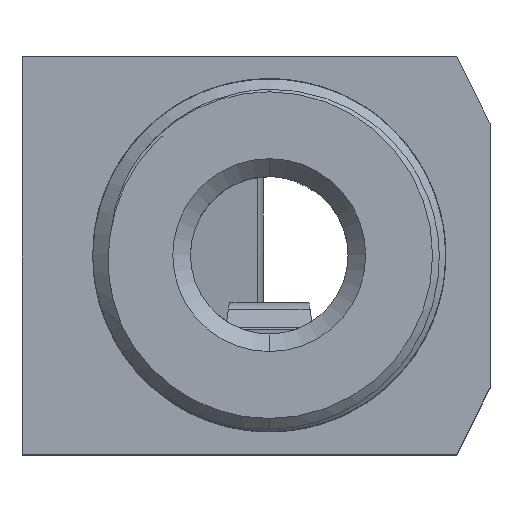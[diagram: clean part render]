
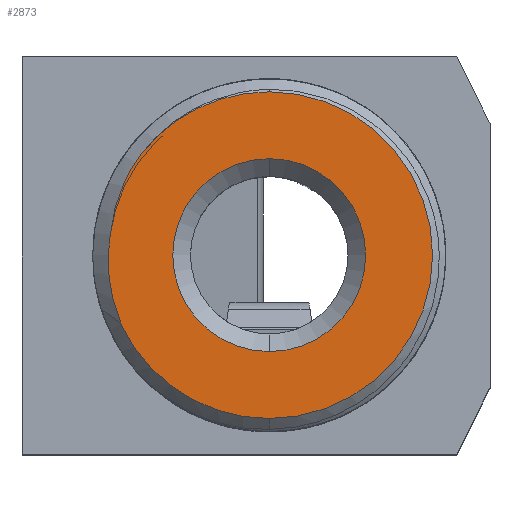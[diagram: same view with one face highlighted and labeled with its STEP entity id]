
A CAD part, top view. The second image highlights one B-rep face of the part: STEP entity #2873.
In plain terms, the highlighted planar face has unit normal (0, 0, 1).
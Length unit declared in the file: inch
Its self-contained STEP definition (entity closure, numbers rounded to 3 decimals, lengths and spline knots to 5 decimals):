
#136 = EDGE_CURVE ( 'NONE', #14996, #4835, #3454, .T. ) ;
#249 = CARTESIAN_POINT ( 'NONE',  ( -0.14361, -0.00573, 0. ) ) ;
#308 = CARTESIAN_POINT ( 'NONE',  ( -0.13335, 0.05499, 0. ) ) ;
#422 = CARTESIAN_POINT ( 'NONE',  ( -0.13208, -0.06143, 0. ) ) ;
#439 = DIRECTION ( 'NONE',  ( -1., 0., 0. ) ) ;
#465 = CARTESIAN_POINT ( 'NONE',  ( -0.13368, 0.05411, 0. ) ) ;
#686 = CARTESIAN_POINT ( 'NONE',  ( -0.14359, -0.00724, 0. ) ) ;
#1134 = CARTESIAN_POINT ( 'NONE',  ( 0.00106, -0.00004, 0. ) ) ;
#1304 = AXIS2_PLACEMENT_3D ( 'NONE', #6967, #14287, #15363 ) ;
#1330 = CARTESIAN_POINT ( 'NONE',  ( -0.12842, 0.068, 0. ) ) ;
#1420 = CARTESIAN_POINT ( 'NONE',  ( -0.14245, -0.02291, 0. ) ) ;
#1500 = CARTESIAN_POINT ( 'NONE',  ( -0.14361, -0.00388, 0. ) ) ;
#1559 = CARTESIAN_POINT ( 'NONE',  ( -0.13317, 0.05549, 0. ) ) ;
#1718 = VERTEX_POINT ( 'NONE', #422 ) ;
#1762 = CARTESIAN_POINT ( 'NONE',  ( 0., 0., 0. ) ) ;
#1865 = CARTESIAN_POINT ( 'NONE',  ( -0.14311, -0.01709, 0. ) ) ;
#2529 = EDGE_LOOP ( 'NONE', ( #14715, #4880 ) ) ;
#2578 = CARTESIAN_POINT ( 'NONE',  ( -0.13749, 0.04216, 0. ) ) ;
#2731 = CARTESIAN_POINT ( 'NONE',  ( -0.13521, 0.04976, 0. ) ) ;
#2873 = ADVANCED_FACE ( 'NONE', ( #11958, #8062 ), #11883, .F. ) ;
#2949 = EDGE_CURVE ( 'NONE', #11355, #1718, #7520, .T. ) ;
#3265 = CARTESIAN_POINT ( 'NONE',  ( -0.14345, 0.00508, 0. ) ) ;
#3454 = B_SPLINE_CURVE_WITH_KNOTS ( 'NONE', 3,
 ( #6226, #9738, #3664, #9666, #2578, #13162, #2731, #12229, #465, #308, #1559, #1330, #9809, #6379 ),
 .UNSPECIFIED., .F., .F.,
 ( 4, 2, 2, 1, 1, 2, 2, 4 ),
 ( 0., 0.25, 0.375, 0.4375, 0.46875, 0.48438, 0.5, 1. ),
 .UNSPECIFIED. ) ;
#3602 = CARTESIAN_POINT ( 'NONE',  ( 0., -0.14567, 0. ) ) ;
#3634 = VERTEX_POINT ( 'NONE', #14160 ) ;
#3664 = CARTESIAN_POINT ( 'NONE',  ( -0.1404, 0.02946, 0. ) ) ;
#3754 = CARTESIAN_POINT ( 'NONE',  ( -0.13208, -0.06143, 0. ) ) ;
#3952 = EDGE_CURVE ( 'NONE', #11846, #11355, #9285, .T. ) ;
#4093 = DIRECTION ( 'NONE',  ( 0., 0., 1. ) ) ;
#4413 = ORIENTED_EDGE ( 'NONE', *, *, #14615, .F. ) ;
#4490 = DIRECTION ( 'NONE',  ( 0., 0., -1. ) ) ;
#4622 = AXIS2_PLACEMENT_3D ( 'NONE', #11657, #14055, #12666 ) ;
#4821 = AXIS2_PLACEMENT_3D ( 'NONE', #1762, #7370, #439 ) ;
#4835 = VERTEX_POINT ( 'NONE', #11916 ) ;
#4880 = ORIENTED_EDGE ( 'NONE', *, *, #9476, .F. ) ;
#4914 = DIRECTION ( 'NONE',  ( -1., 0., 0. ) ) ;
#4923 = ORIENTED_EDGE ( 'NONE', *, *, #2949, .F. ) ;
#6091 = CARTESIAN_POINT ( 'NONE',  ( -0.1415, -0.02934, 0. ) ) ;
#6161 = CIRCLE ( 'NONE', #14165, 0.14567 ) ;
#6164 = CARTESIAN_POINT ( 'NONE',  ( -0.14343, -0.012, 0. ) ) ;
#6226 = CARTESIAN_POINT ( 'NONE',  ( -0.14176, 0.01831, 0. ) ) ;
#6240 = CARTESIAN_POINT ( 'NONE',  ( -0.14359, -0.00252, 0. ) ) ;
#6379 = CARTESIAN_POINT ( 'NONE',  ( -0.11456, 0.08997, 0. ) ) ;
#6585 = EDGE_LOOP ( 'NONE', ( #11461, #13115, #4923, #12544, #4413 ) ) ;
#6967 = CARTESIAN_POINT ( 'NONE',  ( 0., 0., 0. ) ) ;
#6989 = CARTESIAN_POINT ( 'NONE',  ( -0.14359, -0.00218, 0. ) ) ;
#7332 = CARTESIAN_POINT ( 'NONE',  ( -0.14001, -0.03697, 0. ) ) ;
#7370 = DIRECTION ( 'NONE',  ( 0., 0., -1. ) ) ;
#7520 = CIRCLE ( 'NONE', #1304, 0.14567 ) ;
#7933 = CARTESIAN_POINT ( 'NONE',  ( -0.14176, 0.01831, 0. ) ) ;
#8062 = FACE_BOUND ( 'NONE', #2529, .T. ) ;
#8651 = CARTESIAN_POINT ( 'NONE',  ( -0.1436, -0.00306, 0. ) ) ;
#8714 = DIRECTION ( 'NONE',  ( 0., 0., -1. ) ) ;
#8943 = CARTESIAN_POINT ( 'NONE',  ( -0.14281, -0.01998, 0. ) ) ;
#9285 = CIRCLE ( 'NONE', #4821, 0.14567 ) ;
#9455 = B_SPLINE_CURVE_WITH_KNOTS ( 'NONE', 3,
 ( #3754, #11367, #14569, #7332, #12094, #6091, #12171, #9752, #11283, #10110, #1420, #8943, #1865, #6164, #10923, #686, #249, #1500, #8651, #6240, #6989, #3265, #10428, #7933 ),
 .UNSPECIFIED., .F., .F.,
 ( 4, 2, 2, 2, 2, 2, 2, 2, 1, 1, 2, 2, 4 ),
 ( 0., 0.25, 0.375, 0.4375, 0.46875, 0.5, 0.625, 0.6875, 0.71875, 0.73437, 0.74219, 0.75, 1. ),
 .UNSPECIFIED. ) ;
#9476 = EDGE_CURVE ( 'NONE', #3634, #12234, #11334, .T. ) ;
#9666 = CARTESIAN_POINT ( 'NONE',  ( -0.13832, 0.0389, 0. ) ) ;
#9738 = CARTESIAN_POINT ( 'NONE',  ( -0.14125, 0.02363, 0. ) ) ;
#9752 = CARTESIAN_POINT ( 'NONE',  ( -0.14206, -0.02575, 0. ) ) ;
#9783 = CARTESIAN_POINT ( 'NONE',  ( 0., -0.08602, 0. ) ) ;
#9807 = CARTESIAN_POINT ( 'NONE',  ( -0.14176, 0.01831, 0. ) ) ;
#9809 = CARTESIAN_POINT ( 'NONE',  ( -0.12215, 0.07957, -0.00001 ) ) ;
#9953 = CARTESIAN_POINT ( 'NONE',  ( 0., 0.14567, 0. ) ) ;
#10110 = CARTESIAN_POINT ( 'NONE',  ( -0.14235, -0.02367, 0. ) ) ;
#10428 = CARTESIAN_POINT ( 'NONE',  ( -0.14281, 0.01185, 0. ) ) ;
#10923 = CARTESIAN_POINT ( 'NONE',  ( -0.14351, -0.01017, 0. ) ) ;
#11243 = AXIS2_PLACEMENT_3D ( 'NONE', #1134, #4490, #15288 ) ;
#11283 = CARTESIAN_POINT ( 'NONE',  ( -0.14216, -0.02505, 0. ) ) ;
#11334 = CIRCLE ( 'NONE', #4622, 0.08602 ) ;
#11355 = VERTEX_POINT ( 'NONE', #3602 ) ;
#11367 = CARTESIAN_POINT ( 'NONE',  ( -0.13526, -0.05392, 0. ) ) ;
#11461 = ORIENTED_EDGE ( 'NONE', *, *, #136, .F. ) ;
#11657 = CARTESIAN_POINT ( 'NONE',  ( 0., 0., 0. ) ) ;
#11846 = VERTEX_POINT ( 'NONE', #9953 ) ;
#11883 = PLANE ( 'NONE',  #11243 ) ;
#11916 = CARTESIAN_POINT ( 'NONE',  ( -0.11456, 0.08997, 0. ) ) ;
#11958 = FACE_OUTER_BOUND ( 'NONE', #6585, .T. ) ;
#12082 = CARTESIAN_POINT ( 'NONE',  ( 0., 0., 0. ) ) ;
#12094 = CARTESIAN_POINT ( 'NONE',  ( -0.14068, -0.03382, 0. ) ) ;
#12171 = CARTESIAN_POINT ( 'NONE',  ( -0.14174, -0.02788, 0. ) ) ;
#12229 = CARTESIAN_POINT ( 'NONE',  ( -0.13415, 0.0528, 0. ) ) ;
#12234 = VERTEX_POINT ( 'NONE', #9783 ) ;
#12544 = ORIENTED_EDGE ( 'NONE', *, *, #3952, .F. ) ;
#12666 = DIRECTION ( 'NONE',  ( 0., -1., 0. ) ) ;
#13047 = EDGE_CURVE ( 'NONE', #1718, #14996, #9455, .T. ) ;
#13115 = ORIENTED_EDGE ( 'NONE', *, *, #13047, .F. ) ;
#13162 = CARTESIAN_POINT ( 'NONE',  ( -0.13601, 0.0472, 0. ) ) ;
#13205 = DIRECTION ( 'NONE',  ( 0., -1., 0. ) ) ;
#13885 = CIRCLE ( 'NONE', #14128, 0.08602 ) ;
#14055 = DIRECTION ( 'NONE',  ( 0., 0., 1. ) ) ;
#14128 = AXIS2_PLACEMENT_3D ( 'NONE', #14524, #4093, #13205 ) ;
#14160 = CARTESIAN_POINT ( 'NONE',  ( 0., 0.08602, 0. ) ) ;
#14165 = AXIS2_PLACEMENT_3D ( 'NONE', #12082, #8714, #4914 ) ;
#14287 = DIRECTION ( 'NONE',  ( 0., 0., -1. ) ) ;
#14524 = CARTESIAN_POINT ( 'NONE',  ( 0., 0., 0. ) ) ;
#14569 = CARTESIAN_POINT ( 'NONE',  ( -0.13753, -0.0468, 0. ) ) ;
#14615 = EDGE_CURVE ( 'NONE', #4835, #11846, #6161, .T. ) ;
#14715 = ORIENTED_EDGE ( 'NONE', *, *, #14792, .F. ) ;
#14792 = EDGE_CURVE ( 'NONE', #12234, #3634, #13885, .T. ) ;
#14996 = VERTEX_POINT ( 'NONE', #9807 ) ;
#15288 = DIRECTION ( 'NONE',  ( -1., 0., 0. ) ) ;
#15363 = DIRECTION ( 'NONE',  ( -1., 0., 0. ) ) ;
